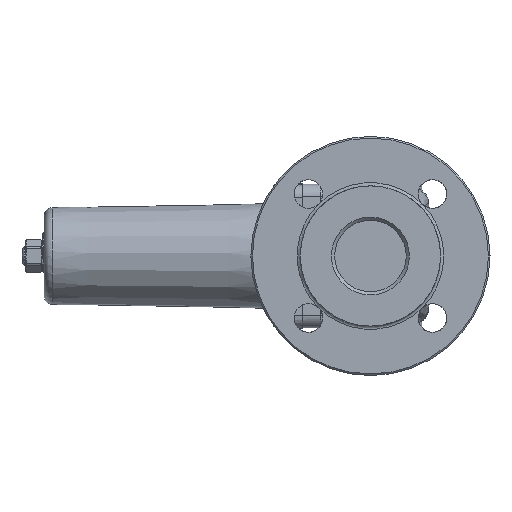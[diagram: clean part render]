
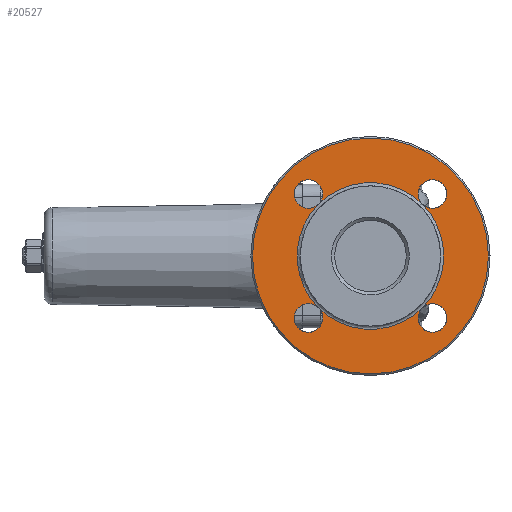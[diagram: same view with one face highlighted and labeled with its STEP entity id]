
A CAD part, left-side view. The second image highlights one B-rep face of the part: STEP entity #20527.
In plain terms, the highlighted planar face has unit normal (-1, 0, 0).
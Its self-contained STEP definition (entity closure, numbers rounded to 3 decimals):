
#736=FACE_BOUND('',#3691,.T.);
#2003=PLANE('',#21938);
#2324=FACE_OUTER_BOUND('',#3690,.T.);
#3690=EDGE_LOOP('',(#12710));
#3691=EDGE_LOOP('',(#12711,#12712,#12713,#12714,#12715,#12716,#12717,#12718));
#5132=CIRCLE('',#21932,46.);
#5133=CIRCLE('',#21933,46.);
#5134=CIRCLE('',#21934,46.);
#5135=CIRCLE('',#21935,46.);
#5136=CIRCLE('',#21937,74.);
#5137=CIRCLE('',#21939,9.);
#5138=CIRCLE('',#21940,9.);
#5139=CIRCLE('',#21941,9.);
#5140=CIRCLE('',#21942,9.);
#7601=VERTEX_POINT('',#31373);
#7602=VERTEX_POINT('',#31374);
#7603=VERTEX_POINT('',#31376);
#7604=VERTEX_POINT('',#31378);
#7605=VERTEX_POINT('',#31382);
#9521=EDGE_CURVE('',#7601,#7602,#5132,.T.);
#9522=EDGE_CURVE('',#7602,#7603,#5133,.T.);
#9523=EDGE_CURVE('',#7603,#7604,#5134,.T.);
#9524=EDGE_CURVE('',#7604,#7601,#5135,.T.);
#9525=EDGE_CURVE('',#7605,#7605,#5136,.T.);
#9526=EDGE_CURVE('',#7601,#7601,#5137,.T.);
#9527=EDGE_CURVE('',#7604,#7604,#5138,.T.);
#9528=EDGE_CURVE('',#7603,#7603,#5139,.T.);
#9529=EDGE_CURVE('',#7602,#7602,#5140,.T.);
#12710=ORIENTED_EDGE('',*,*,#9525,.F.);
#12711=ORIENTED_EDGE('',*,*,#9521,.F.);
#12712=ORIENTED_EDGE('',*,*,#9526,.T.);
#12713=ORIENTED_EDGE('',*,*,#9524,.F.);
#12714=ORIENTED_EDGE('',*,*,#9527,.T.);
#12715=ORIENTED_EDGE('',*,*,#9523,.F.);
#12716=ORIENTED_EDGE('',*,*,#9528,.T.);
#12717=ORIENTED_EDGE('',*,*,#9522,.F.);
#12718=ORIENTED_EDGE('',*,*,#9529,.T.);
#20527=ADVANCED_FACE('',(#2324,#736),#2003,.T.);
#21932=AXIS2_PLACEMENT_3D('',#31375,#23798,#23799);
#21933=AXIS2_PLACEMENT_3D('',#31377,#23800,#23801);
#21934=AXIS2_PLACEMENT_3D('',#31379,#23802,#23803);
#21935=AXIS2_PLACEMENT_3D('',#31380,#23804,#23805);
#21937=AXIS2_PLACEMENT_3D('',#31383,#23808,#23809);
#21938=AXIS2_PLACEMENT_3D('',#31384,#23810,#23811);
#21939=AXIS2_PLACEMENT_3D('',#31385,#23812,#23813);
#21940=AXIS2_PLACEMENT_3D('',#31386,#23814,#23815);
#21941=AXIS2_PLACEMENT_3D('',#31387,#23816,#23817);
#21942=AXIS2_PLACEMENT_3D('',#31388,#23818,#23819);
#23798=DIRECTION('center_axis',(-1.,0.,0.));
#23799=DIRECTION('ref_axis',(0.,0.,1.));
#23800=DIRECTION('center_axis',(-1.,0.,0.));
#23801=DIRECTION('ref_axis',(0.,0.,1.));
#23802=DIRECTION('center_axis',(-1.,0.,0.));
#23803=DIRECTION('ref_axis',(0.,0.,1.));
#23804=DIRECTION('center_axis',(-1.,0.,0.));
#23805=DIRECTION('ref_axis',(0.,0.,1.));
#23808=DIRECTION('center_axis',(1.,0.,0.));
#23809=DIRECTION('ref_axis',(0.,0.,1.));
#23810=DIRECTION('center_axis',(-1.,0.,0.));
#23811=DIRECTION('ref_axis',(0.,0.,1.));
#23812=DIRECTION('center_axis',(1.,0.,0.));
#23813=DIRECTION('ref_axis',(0.,-1.,0.));
#23814=DIRECTION('center_axis',(1.,0.,0.));
#23815=DIRECTION('ref_axis',(0.,0.,
-1.));
#23816=DIRECTION('center_axis',(1.,0.,0.));
#23817=DIRECTION('ref_axis',(0.,1.,0.));
#23818=DIRECTION('center_axis',(1.,0.,0.));
#23819=DIRECTION('ref_axis',(0.,0.,1.));
#31373=CARTESIAN_POINT('',(-97.,32.527,-32.527));
#31374=CARTESIAN_POINT('',(-97.,-32.527,-32.527));
#31375=CARTESIAN_POINT('Origin',(-97.,0.,
0.));
#31376=CARTESIAN_POINT('',(-97.,-32.527,32.527));
#31377=CARTESIAN_POINT('Origin',(-97.,0.,
0.));
#31378=CARTESIAN_POINT('',(-97.,32.527,32.527));
#31379=CARTESIAN_POINT('Origin',(-97.,0.,
0.));
#31380=CARTESIAN_POINT('Origin',(-97.,0.,
0.));
#31382=CARTESIAN_POINT('',(-97.,0.,-74.));
#31383=CARTESIAN_POINT('Origin',(-97.,0.,
0.));
#31384=CARTESIAN_POINT('Origin',(-97.,0.,
0.));
#31385=CARTESIAN_POINT('Origin',(-97.,38.891,-38.891));
#31386=CARTESIAN_POINT('Origin',(-97.,38.891,38.891));
#31387=CARTESIAN_POINT('Origin',(-97.,-38.891,38.891));
#31388=CARTESIAN_POINT('Origin',(-97.,-38.891,-38.891));
